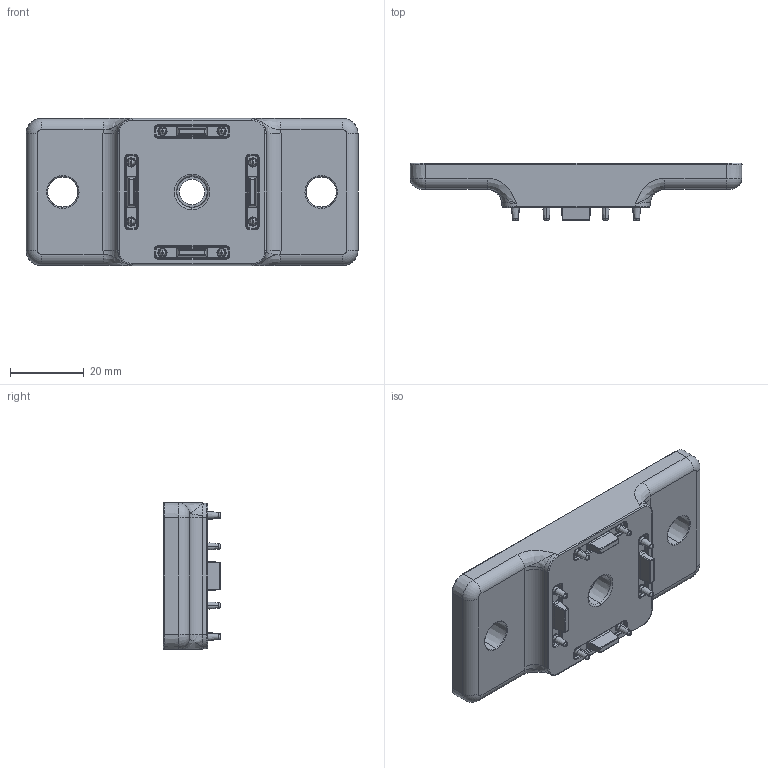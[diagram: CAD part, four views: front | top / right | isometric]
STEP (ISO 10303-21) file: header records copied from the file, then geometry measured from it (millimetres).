
FILE_DESCRIPTION (( 'STEP AP214' ), '1' );
FILE_NAME ('new products061sap40h.step', '2017-09-26T12:38:33', ( '' ), ( '' ), 'SwSTEP 2.0', 'SolidWorks 2017', '' );
FILE_SCHEMA (( 'AUTOMOTIVE_DESIGN' ));
Length unit declared in the file: millimetre
Products named in the file (3): 4din439bm8m_Standard; 061SAP40HR__-A-TAB_061SAP40HR02; new products061sap40h
Assembly tree (2 placements, depth 2):
  new products061sap40h
    061SAP40HR__-A-TAB_061SAP40HR02
    4din439bm8m_Standard
Bounding box: 89.91 x 15.5 x 39.91 mm (x, y, z)
Volume: 23102.1 mm3; surface area: 12479 mm2
Topology: 2 solids, 2 shells, 500 faces, 1144 edges, 633 vertices
Faces by surface type: cylinder 137, torus 106, plane 97, bspline 68, cone 66, sphere 26
Entity records: 15213 total; most frequent: CARTESIAN_POINT 4260, DIRECTION 2397, ORIENTED_EDGE 2220, EDGE_CURVE 1110, AXIS2_PLACEMENT_3D 986, VERTEX_POINT 633, CIRCLE 549, EDGE_LOOP 527
